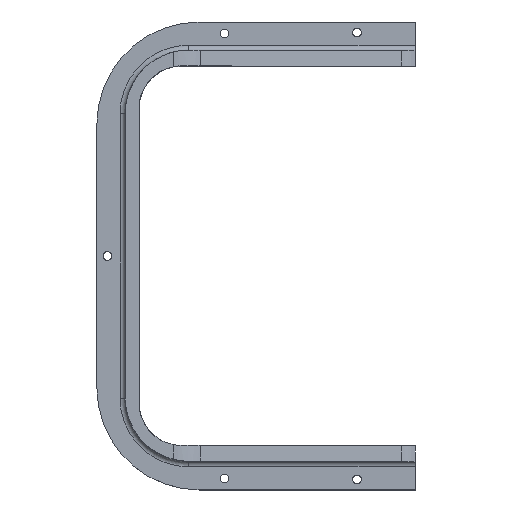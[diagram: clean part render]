
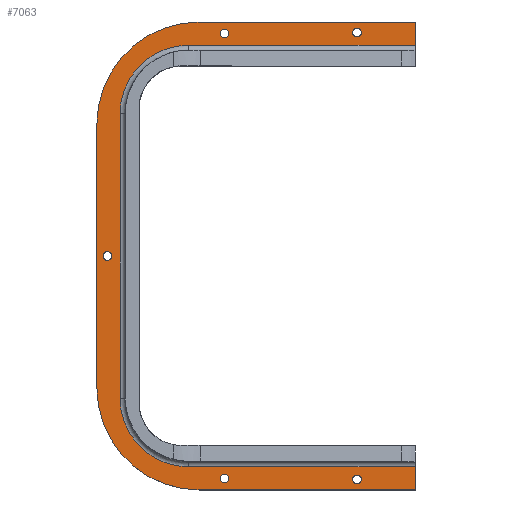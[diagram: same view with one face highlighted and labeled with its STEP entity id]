
A CAD part, top view. The second image highlights one B-rep face of the part: STEP entity #7063.
In plain terms, the highlighted planar face has unit normal (0, 0, 1).
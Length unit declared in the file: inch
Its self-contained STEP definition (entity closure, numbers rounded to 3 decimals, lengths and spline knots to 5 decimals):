
#114=FACE_BOUND('',#1197,.T.);
#115=FACE_BOUND('',#1198,.T.);
#116=FACE_BOUND('',#1199,.T.);
#117=FACE_BOUND('',#1200,.T.);
#118=FACE_BOUND('',#1201,.T.);
#461=PLANE('',#7493);
#780=FACE_OUTER_BOUND('',#1196,.T.);
#1196=EDGE_LOOP('',(#6671,#6672,#6673,#6674,#6675,#6676,#6677,#6678,#6679,
#6680,#6681,#6682));
#1197=EDGE_LOOP('',(#6683));
#1198=EDGE_LOOP('',(#6684));
#1199=EDGE_LOOP('',(#6685));
#1200=EDGE_LOOP('',(#6686));
#1201=EDGE_LOOP('',(#6687));
#1719=LINE('',#10553,#2615);
#2080=LINE('',#11282,#2976);
#2083=LINE('',#11291,#2979);
#2092=LINE('',#11317,#2988);
#2101=LINE('',#11353,#2997);
#2102=LINE('',#11357,#2998);
#2103=LINE('',#11358,#2999);
#2104=LINE('',#11359,#3000);
#2615=VECTOR('',#8453,0.3937);
#2976=VECTOR('',#9120,0.3937);
#2979=VECTOR('',#9131,0.3937);
#2988=VECTOR('',#9162,0.3937);
#2997=VECTOR('',#9211,0.3937);
#2998=VECTOR('',#9214,0.3937);
#2999=VECTOR('',#9215,0.3937);
#3000=VECTOR('',#9216,0.3937);
#3004=CIRCLE('',#7084,0.10156);
#3006=CIRCLE('',#7087,0.10156);
#3043=CIRCLE('',#7456,2.425);
#3045=CIRCLE('',#7460,2.425);
#3048=CIRCLE('',#7470,1.625);
#3051=CIRCLE('',#7475,1.625);
#3054=CIRCLE('',#7479,0.10156);
#3056=CIRCLE('',#7482,0.10156);
#3058=CIRCLE('',#7485,0.10156);
#3061=VERTEX_POINT('',#9234);
#3063=VERTEX_POINT('',#9240);
#3490=VERTEX_POINT('',#10550);
#3491=VERTEX_POINT('',#10552);
#3703=VERTEX_POINT('',#11272);
#3704=VERTEX_POINT('',#11274);
#3706=VERTEX_POINT('',#11280);
#3708=VERTEX_POINT('',#11286);
#3712=VERTEX_POINT('',#11310);
#3713=VERTEX_POINT('',#11312);
#3714=VERTEX_POINT('',#11316);
#3715=VERTEX_POINT('',#11320);
#3717=VERTEX_POINT('',#11326);
#3719=VERTEX_POINT('',#11332);
#3721=VERTEX_POINT('',#11338);
#3722=VERTEX_POINT('',#11355);
#3723=VERTEX_POINT('',#11356);
#3725=EDGE_CURVE('',#3061,#3061,#3004,.T.);
#3728=EDGE_CURVE('',#3063,#3063,#3006,.T.);
#4312=EDGE_CURVE('',#3490,#3491,#1719,.T.);
#4676=EDGE_CURVE('',#3704,#3703,#3043,.F.);
#4680=EDGE_CURVE('',#3703,#3706,#2080,.F.);
#4683=EDGE_CURVE('',#3706,#3708,#3045,.F.);
#4685=EDGE_CURVE('',#3490,#3704,#2083,.F.);
#4696=EDGE_CURVE('',#3712,#3713,#3048,.T.);
#4698=EDGE_CURVE('',#3713,#3714,#2092,.T.);
#4700=EDGE_CURVE('',#3714,#3715,#3051,.T.);
#4704=EDGE_CURVE('',#3717,#3717,#3054,.T.);
#4707=EDGE_CURVE('',#3719,#3719,#3056,.T.);
#4710=EDGE_CURVE('',#3721,#3721,#3058,.T.);
#4717=EDGE_CURVE('',#3491,#3712,#2101,.T.);
#4718=EDGE_CURVE('',#3722,#3723,#2102,.T.);
#4719=EDGE_CURVE('',#3715,#3722,#2103,.T.);
#4720=EDGE_CURVE('',#3708,#3723,#2104,.F.);
#6671=ORIENTED_EDGE('',*,*,#4718,.F.);
#6672=ORIENTED_EDGE('',*,*,#4719,.F.);
#6673=ORIENTED_EDGE('',*,*,#4700,.F.);
#6674=ORIENTED_EDGE('',*,*,#4698,.F.);
#6675=ORIENTED_EDGE('',*,*,#4696,.F.);
#6676=ORIENTED_EDGE('',*,*,#4717,.F.);
#6677=ORIENTED_EDGE('',*,*,#4312,.F.);
#6678=ORIENTED_EDGE('',*,*,#4685,.T.);
#6679=ORIENTED_EDGE('',*,*,#4676,.T.);
#6680=ORIENTED_EDGE('',*,*,#4680,.T.);
#6681=ORIENTED_EDGE('',*,*,#4683,.T.);
#6682=ORIENTED_EDGE('',*,*,#4720,.T.);
#6683=ORIENTED_EDGE('',*,*,#3725,.T.);
#6684=ORIENTED_EDGE('',*,*,#3728,.T.);
#6685=ORIENTED_EDGE('',*,*,#4704,.T.);
#6686=ORIENTED_EDGE('',*,*,#4707,.T.);
#6687=ORIENTED_EDGE('',*,*,#4710,.T.);
#7063=ADVANCED_FACE('',(#780,#114,#115,#116,#117,#118),#461,.T.);
#7084=AXIS2_PLACEMENT_3D('',#9235,#7504,#7505);
#7087=AXIS2_PLACEMENT_3D('',#9241,#7511,#7512);
#7456=AXIS2_PLACEMENT_3D('',#11275,#9113,#9114);
#7460=AXIS2_PLACEMENT_3D('',#11288,#9126,#9127);
#7470=AXIS2_PLACEMENT_3D('',#11313,#9156,#9157);
#7475=AXIS2_PLACEMENT_3D('',#11321,#9167,#9168);
#7479=AXIS2_PLACEMENT_3D('',#11328,#9176,#9177);
#7482=AXIS2_PLACEMENT_3D('',#11334,#9183,#9184);
#7485=AXIS2_PLACEMENT_3D('',#11340,#9190,#9191);
#7493=AXIS2_PLACEMENT_3D('',#11354,#9212,#9213);
#7504=DIRECTION('center_axis',(0.,0.,
-1.));
#7505=DIRECTION('ref_axis',(-1.,0.,0.));
#7511=DIRECTION('center_axis',(0.,0.,
-1.));
#7512=DIRECTION('ref_axis',(-1.,0.,0.));
#8453=DIRECTION('',(0.,-1.,0.));
#9113=DIRECTION('center_axis',(0.,0.,
-1.));
#9114=DIRECTION('ref_axis',(0.,1.,0.));
#9120=DIRECTION('',(0.,1.,0.));
#9126=DIRECTION('center_axis',(0.,0.,
-1.));
#9127=DIRECTION('ref_axis',(-1.,0.,0.));
#9131=DIRECTION('',(1.,0.,0.));
#9156=DIRECTION('center_axis',(0.,0.,
1.));
#9157=DIRECTION('ref_axis',(-0.707,0.707,0.));
#9162=DIRECTION('',(0.,-1.,0.));
#9167=DIRECTION('center_axis',(0.,0.,
1.));
#9168=DIRECTION('ref_axis',(-0.707,-0.707,0.));
#9176=DIRECTION('center_axis',(0.,0.,
-1.));
#9177=DIRECTION('ref_axis',(1.,0.,0.));
#9183=DIRECTION('center_axis',(0.,0.,
-1.));
#9184=DIRECTION('ref_axis',(1.,0.,0.));
#9190=DIRECTION('center_axis',(0.,0.,
-1.));
#9191=DIRECTION('ref_axis',(1.,0.,0.));
#9211=DIRECTION('',(-1.,0.,0.));
#9212=DIRECTION('center_axis',(0.,0.,
1.));
#9213=DIRECTION('ref_axis',(-1.,0.,0.));
#9214=DIRECTION('',(0.,-1.,0.));
#9215=DIRECTION('',(1.,0.,0.));
#9216=DIRECTION('',(-1.,0.,0.));
#9234=CARTESIAN_POINT('',(-0.64844,0.775,-4.25));
#9235=CARTESIAN_POINT('Origin',(-0.75,0.775,-4.25));
#9240=CARTESIAN_POINT('',(-0.64844,-9.775,-4.25));
#9241=CARTESIAN_POINT('Origin',(-0.75,-9.775,-4.25));
#10550=CARTESIAN_POINT('',(3.775,1.05,-4.25));
#10552=CARTESIAN_POINT('',(3.775,0.5,-4.25));
#10553=CARTESIAN_POINT('',(3.775,-4.5,-4.25));
#11272=CARTESIAN_POINT('',(-3.775,-1.375,-4.25));
#11274=CARTESIAN_POINT('',(-1.35,1.05,-4.25));
#11275=CARTESIAN_POINT('Origin',(-1.35,-1.375,-4.25));
#11280=CARTESIAN_POINT('',(-3.775,-7.625,-4.25));
#11282=CARTESIAN_POINT('',(-3.775,-2.9375,-4.25));
#11286=CARTESIAN_POINT('',(-1.35,-10.05,-4.25));
#11288=CARTESIAN_POINT('Origin',(-1.35,-7.625,-4.25));
#11291=CARTESIAN_POINT('',(6.3375,1.05,-4.25));
#11310=CARTESIAN_POINT('',(-1.6,0.5,-4.25));
#11312=CARTESIAN_POINT('',(-3.225,-1.125,-4.25));
#11313=CARTESIAN_POINT('Origin',(-1.6,-1.125,-4.25));
#11316=CARTESIAN_POINT('',(-3.225,-7.875,-4.25));
#11317=CARTESIAN_POINT('',(-3.225,-2.8125,-4.25));
#11320=CARTESIAN_POINT('',(-1.6,-9.5,-4.25));
#11321=CARTESIAN_POINT('Origin',(-1.6,-7.875,-4.25));
#11326=CARTESIAN_POINT('',(-3.62656,-4.5,-4.25));
#11328=CARTESIAN_POINT('Origin',(-3.525,-4.5,-4.25));
#11332=CARTESIAN_POINT('',(2.29439,-9.8,-4.25));
#11334=CARTESIAN_POINT('Origin',(2.39595,-9.8,-4.25));
#11338=CARTESIAN_POINT('',(2.29439,0.8,-4.25));
#11340=CARTESIAN_POINT('Origin',(2.39595,0.8,-4.25));
#11353=CARTESIAN_POINT('',(6.4625,0.5,-4.25));
#11354=CARTESIAN_POINT('Origin',(3.775,-4.5,-4.25));
#11355=CARTESIAN_POINT('',(3.775,-9.5,-4.25));
#11356=CARTESIAN_POINT('',(3.775,-10.05,-4.25));
#11357=CARTESIAN_POINT('',(3.775,-4.5,-4.25));
#11358=CARTESIAN_POINT('',(1.0875,-9.5,-4.25));
#11359=CARTESIAN_POINT('',(1.2125,-10.05,-4.25));
